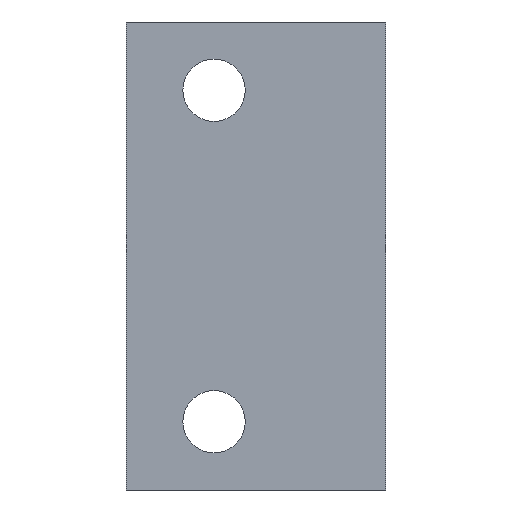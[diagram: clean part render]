
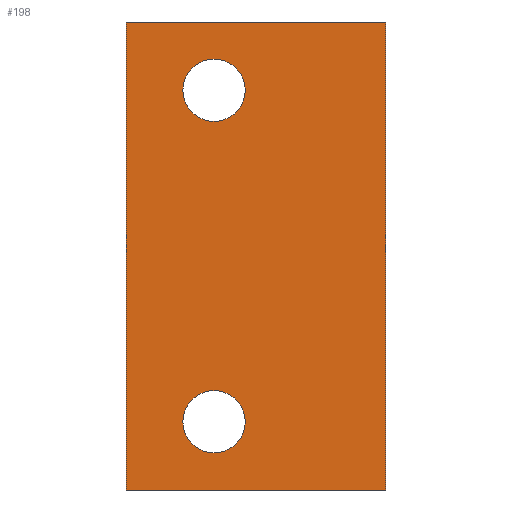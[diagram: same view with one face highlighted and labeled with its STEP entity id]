
A CAD part, left-side view. The second image highlights one B-rep face of the part: STEP entity #198.
In plain terms, the highlighted planar face has unit normal (-1, 0, 0).
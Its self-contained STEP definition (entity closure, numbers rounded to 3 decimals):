
#13 = ORIENTED_EDGE ( 'NONE', *, *, #1327, .T. ) ;
#20 = DIRECTION ( 'NONE',  ( 0., 0., -1. ) ) ;
#48 = VECTOR ( 'NONE', #626, 1000. ) ;
#50 = VERTEX_POINT ( 'NONE', #878 ) ;
#87 = VERTEX_POINT ( 'NONE', #468 ) ;
#91 = AXIS2_PLACEMENT_3D ( 'NONE', #920, #1219, #1091 ) ;
#113 = CIRCLE ( 'NONE', #1284, 1.6 ) ;
#122 = FACE_OUTER_BOUND ( 'NONE', #343, .T. ) ;
#140 = AXIS2_PLACEMENT_3D ( 'NONE', #815, #1148, #222 ) ;
#175 = CARTESIAN_POINT ( 'NONE',  ( -50., 0., -12. ) ) ;
#198 = ADVANCED_FACE ( 'NONE', ( #1039, #1254, #122 ), #954, .F. ) ;
#222 = DIRECTION ( 'NONE',  ( 0., 0., -1. ) ) ;
#239 = ORIENTED_EDGE ( 'NONE', *, *, #1265, .T. ) ;
#279 = DIRECTION ( 'NONE',  ( 0., 0., -1. ) ) ;
#287 = DIRECTION ( 'NONE',  ( 1., 0., 0. ) ) ;
#343 = EDGE_LOOP ( 'NONE', ( #463, #366, #893, #239 ) ) ;
#350 = EDGE_CURVE ( 'NONE', #87, #351, #1266, .T. ) ;
#351 = VERTEX_POINT ( 'NONE', #1320 ) ;
#366 = ORIENTED_EDGE ( 'NONE', *, *, #490, .F. ) ;
#392 = VERTEX_POINT ( 'NONE', #601 ) ;
#414 = EDGE_CURVE ( 'NONE', #351, #87, #1127, .T. ) ;
#417 = VERTEX_POINT ( 'NONE', #1104 ) ;
#463 = ORIENTED_EDGE ( 'NONE', *, *, #887, .T. ) ;
#468 = CARTESIAN_POINT ( 'NONE',  ( -50., 8.8, -10.1 ) ) ;
#479 = DIRECTION ( 'NONE',  ( 0., 0., 1. ) ) ;
#490 = EDGE_CURVE ( 'NONE', #392, #50, #1346, .T. ) ;
#500 = LINE ( 'NONE', #915, #721 ) ;
#509 = DIRECTION ( 'NONE',  ( 0., 0., 1. ) ) ;
#559 = DIRECTION ( 'NONE',  ( 0., 0., -1. ) ) ;
#572 = VECTOR ( 'NONE', #1322, 1000. ) ;
#601 = CARTESIAN_POINT ( 'NONE',  ( -50., 13.3, 12. ) ) ;
#626 = DIRECTION ( 'NONE',  ( 0., -1., 0. ) ) ;
#630 = VERTEX_POINT ( 'NONE', #1033 ) ;
#657 = AXIS2_PLACEMENT_3D ( 'NONE', #1013, #287, #279 ) ;
#690 = CARTESIAN_POINT ( 'NONE',  ( -50., 13.3, 12. ) ) ;
#721 = VECTOR ( 'NONE', #509, 1000. ) ;
#742 = DIRECTION ( 'NONE',  ( 1., 0., 0. ) ) ;
#771 = ORIENTED_EDGE ( 'NONE', *, *, #1289, .T. ) ;
#791 = LINE ( 'NONE', #175, #1245 ) ;
#815 = CARTESIAN_POINT ( 'NONE',  ( -50., 8.8, 8.5 ) ) ;
#859 = ORIENTED_EDGE ( 'NONE', *, *, #414, .T. ) ;
#878 = CARTESIAN_POINT ( 'NONE',  ( -50., 0., 12. ) ) ;
#886 = CARTESIAN_POINT ( 'NONE',  ( -50., 13.3, -12. ) ) ;
#887 = EDGE_CURVE ( 'NONE', #1065, #50, #791, .T. ) ;
#893 = ORIENTED_EDGE ( 'NONE', *, *, #1296, .F. ) ;
#915 = CARTESIAN_POINT ( 'NONE',  ( -50., 13.3, -12. ) ) ;
#920 = CARTESIAN_POINT ( 'NONE',  ( -50., 8.8, -8.5 ) ) ;
#927 = DIRECTION ( 'NONE',  ( 1., 0., 0. ) ) ;
#938 = CARTESIAN_POINT ( 'NONE',  ( -50., 13.3, -12. ) ) ;
#939 = AXIS2_PLACEMENT_3D ( 'NONE', #1238, #927, #20 ) ;
#954 = PLANE ( 'NONE',  #939 ) ;
#1013 = CARTESIAN_POINT ( 'NONE',  ( -50., 8.8, -8.5 ) ) ;
#1033 = CARTESIAN_POINT ( 'NONE',  ( -50., 8.8, 6.9 ) ) ;
#1039 = FACE_BOUND ( 'NONE', #1154, .T. ) ;
#1043 = VERTEX_POINT ( 'NONE', #886 ) ;
#1044 = CIRCLE ( 'NONE', #140, 1.6 ) ;
#1065 = VERTEX_POINT ( 'NONE', #1097 ) ;
#1091 = DIRECTION ( 'NONE',  ( 0., 0., -1. ) ) ;
#1097 = CARTESIAN_POINT ( 'NONE',  ( -50., 0., -12. ) ) ;
#1104 = CARTESIAN_POINT ( 'NONE',  ( -50., 8.8, 10.1 ) ) ;
#1127 = CIRCLE ( 'NONE', #657, 1.6 ) ;
#1140 = LINE ( 'NONE', #938, #48 ) ;
#1147 = EDGE_LOOP ( 'NONE', ( #1228, #859 ) ) ;
#1148 = DIRECTION ( 'NONE',  ( 1., 0., 0. ) ) ;
#1154 = EDGE_LOOP ( 'NONE', ( #13, #771 ) ) ;
#1219 = DIRECTION ( 'NONE',  ( 1., 0., 0. ) ) ;
#1228 = ORIENTED_EDGE ( 'NONE', *, *, #350, .T. ) ;
#1238 = CARTESIAN_POINT ( 'NONE',  ( -50., 13.3, -12. ) ) ;
#1245 = VECTOR ( 'NONE', #479, 1000. ) ;
#1254 = FACE_BOUND ( 'NONE', #1147, .T. ) ;
#1265 = EDGE_CURVE ( 'NONE', #1043, #1065, #1140, .T. ) ;
#1266 = CIRCLE ( 'NONE', #91, 1.6 ) ;
#1284 = AXIS2_PLACEMENT_3D ( 'NONE', #1288, #742, #559 ) ;
#1288 = CARTESIAN_POINT ( 'NONE',  ( -50., 8.8, 8.5 ) ) ;
#1289 = EDGE_CURVE ( 'NONE', #417, #630, #1044, .T. ) ;
#1296 = EDGE_CURVE ( 'NONE', #1043, #392, #500, .T. ) ;
#1320 = CARTESIAN_POINT ( 'NONE',  ( -50., 8.8, -6.9 ) ) ;
#1322 = DIRECTION ( 'NONE',  ( 0., -1., 0. ) ) ;
#1327 = EDGE_CURVE ( 'NONE', #630, #417, #113, .T. ) ;
#1346 = LINE ( 'NONE', #690, #572 ) ;
